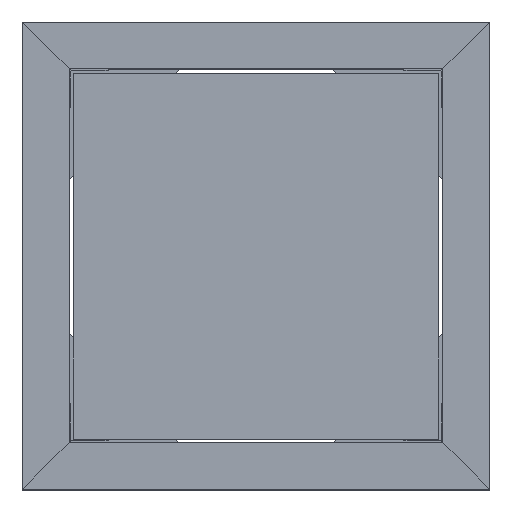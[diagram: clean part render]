
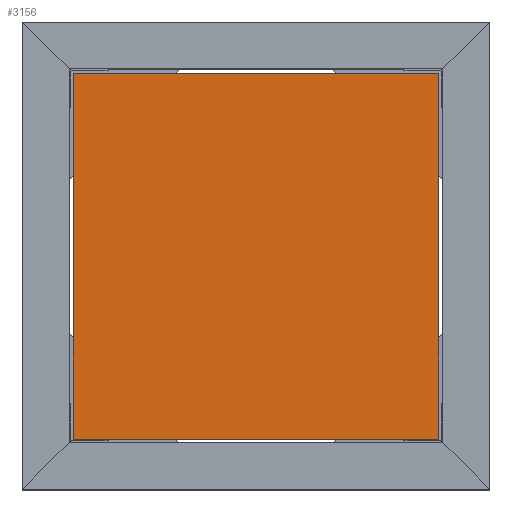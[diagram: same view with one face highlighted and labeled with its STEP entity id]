
A CAD part, top view. The second image highlights one B-rep face of the part: STEP entity #3156.
In plain terms, the highlighted planar face has unit normal (0, 0, 1).
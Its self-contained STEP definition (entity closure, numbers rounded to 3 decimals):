
#103=FACE_OUTER_BOUND('',#305,.T.);
#305=EDGE_LOOP('',(#2040,#2041,#2042,#2043));
#539=LINE('',#4572,#923);
#540=LINE('',#4574,#924);
#541=LINE('',#4576,#925);
#542=LINE('',#4577,#926);
#923=VECTOR('',#3745,10.);
#924=VECTOR('',#3746,10.);
#925=VECTOR('',#3747,10.);
#926=VECTOR('',#3748,10.);
#1284=VERTEX_POINT('',#4570);
#1285=VERTEX_POINT('',#4571);
#1286=VERTEX_POINT('',#4573);
#1287=VERTEX_POINT('',#4575);
#1567=EDGE_CURVE('',#1284,#1285,#539,.T.);
#1568=EDGE_CURVE('',#1285,#1286,#540,.T.);
#1569=EDGE_CURVE('',#1286,#1287,#541,.T.);
#1570=EDGE_CURVE('',#1287,#1284,#542,.T.);
#2040=ORIENTED_EDGE('',*,*,#1567,.T.);
#2041=ORIENTED_EDGE('',*,*,#1568,.T.);
#2042=ORIENTED_EDGE('',*,*,#1569,.T.);
#2043=ORIENTED_EDGE('',*,*,#1570,.T.);
#2729=PLANE('',#3413);
#3156=ADVANCED_FACE('',(#103),#2729,.T.);
#3413=AXIS2_PLACEMENT_3D('',#4569,#3743,#3744);
#3743=DIRECTION('center_axis',(0.,0.,
1.));
#3744=DIRECTION('ref_axis',(1.,0.,0.));
#3745=DIRECTION('',(1.,0.,0.));
#3746=DIRECTION('',(0.,1.,0.));
#3747=DIRECTION('',(-1.,0.,0.));
#3748=DIRECTION('',(0.,-1.,0.));
#4569=CARTESIAN_POINT('Origin',(695.249,560.46,378.384));
#4570=CARTESIAN_POINT('',(460.249,325.46,378.384));
#4571=CARTESIAN_POINT('',(930.249,325.46,378.384));
#4572=CARTESIAN_POINT('',(930.249,325.46,378.384));
#4573=CARTESIAN_POINT('',(930.249,795.46,378.384));
#4574=CARTESIAN_POINT('',(930.249,795.46,378.384));
#4575=CARTESIAN_POINT('',(460.249,795.46,378.384));
#4576=CARTESIAN_POINT('',(460.249,795.46,378.384));
#4577=CARTESIAN_POINT('',(460.249,325.46,378.384));
